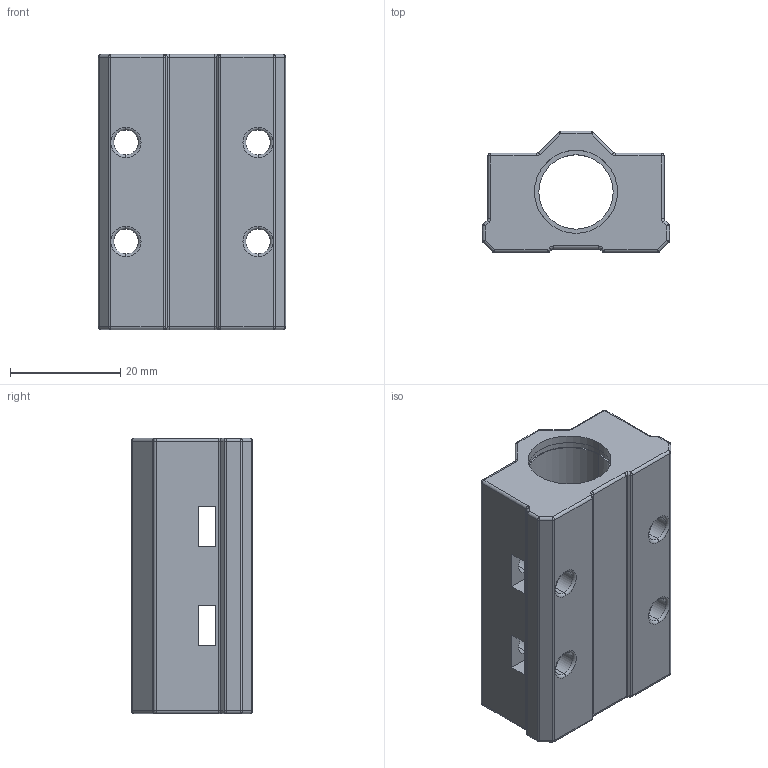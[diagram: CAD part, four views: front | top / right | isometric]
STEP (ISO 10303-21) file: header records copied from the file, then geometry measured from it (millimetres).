
FILE_DESCRIPTION (( 'STEP AP214' ), '1' );
FILE_NAME ('SC8UU.STEP', '2020-04-06T10:45:52', ( '' ), ( '' ), 'SwSTEP 2.0', 'SolidWorks 2019', '' );
FILE_SCHEMA (( 'AUTOMOTIVE_DESIGN' ));
Length unit declared in the file: millimetre
Products named in the file (1): SC8UU
Bounding box: 34 x 22 x 50 mm (x, y, z)
Volume: 20455.3 mm3; surface area: 9568 mm2
Topology: 1 solids, 1 shells, 178 faces, 414 edges, 228 vertices
Faces by surface type: cylinder 84, plane 42, torus 28, sphere 24
Entity records: 5003 total; most frequent: DIRECTION 976, CARTESIAN_POINT 805, ORIENTED_EDGE 796, AXIS2_PLACEMENT_3D 399, EDGE_CURVE 398, VERTEX_POINT 228, CIRCLE 220, EDGE_LOOP 210
